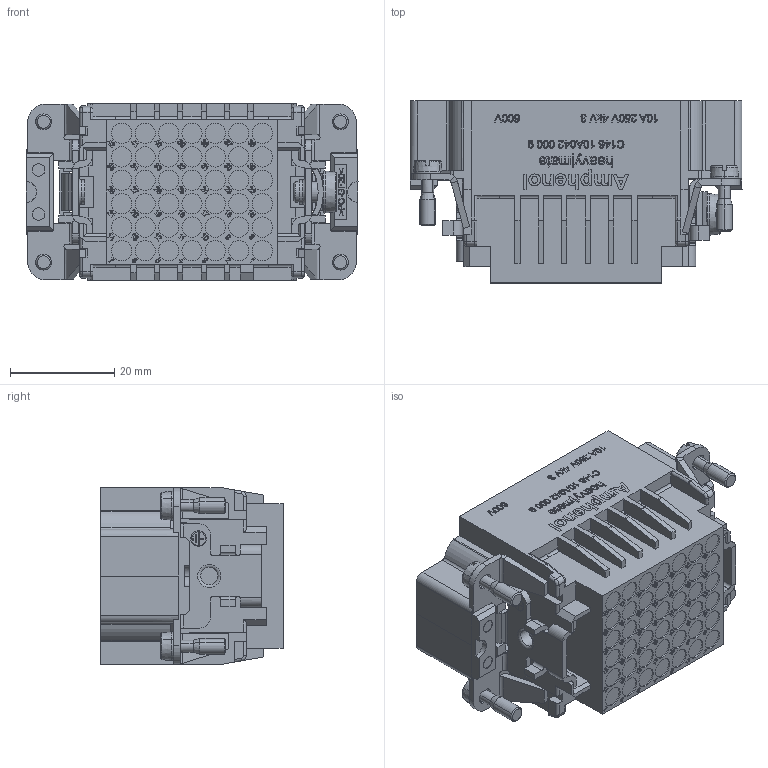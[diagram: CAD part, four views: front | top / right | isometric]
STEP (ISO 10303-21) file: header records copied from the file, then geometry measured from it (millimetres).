
FILE_DESCRIPTION(/* description */ (''),/* implementation_level */ '2;1');
FILE_NAME(/* name */ 'c146 10a042 000 9nxc001-04_214.stp',/* time_stamp */ '2023-08-10T16:34:14+02:00',/* author */ (''),/* organization */ (''),/* preprocessor_version */ 'ST-DEVELOPER v18.1',/* originating_system */ 'SIEMENS PLM Software NX 2000',/* authorisation */ '');
FILE_SCHEMA (('AUTOMOTIVE_DESIGN { 1 0 10303 214 3 1 1 1 }'));
Products named in the file (1): c146 10a042 000 9nxc001-04
Bounding box: 63.78 x 35.01 x 34 mm (x, y, z)
Volume: 30448.8 mm3; surface area: 18834.9 mm2
Topology: 2 solids, 2 shells, 2856 faces, 7477 edges, 4960 vertices
Faces by surface type: plane 1720, extrusion 569, cylinder 405, cone 61, revolution 34, torus 31, bspline 30, sphere 6
Full cylindrical faces by diameter (mm): 2.4 x2, 2.7 x2, 3 x2, 3.2 x42, 3.3 x1, 3.9 x42, 4 x2, 4.3 x1, 4.65 x2, 4.8 x21, 8 x1
Entity records: 108870 total; most frequent: CARTESIAN_POINT 40753, ORIENTED_EDGE 14518, DIRECTION 10055, EDGE_CURVE 7259, VERTEX_POINT 4876, VECTOR 3795, B_SPLINE_CURVE_WITH_KNOTS 3629, EDGE_LOOP 3357
